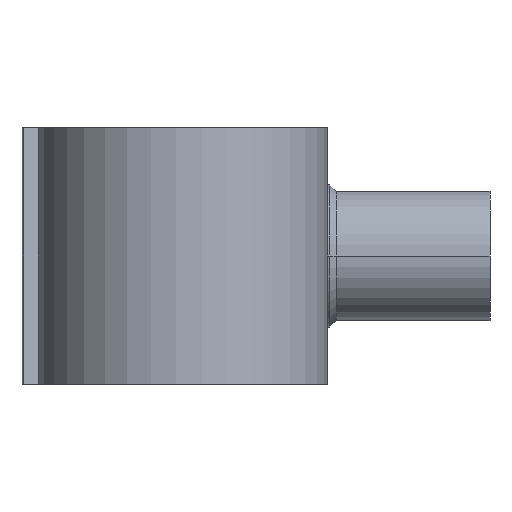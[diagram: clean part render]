
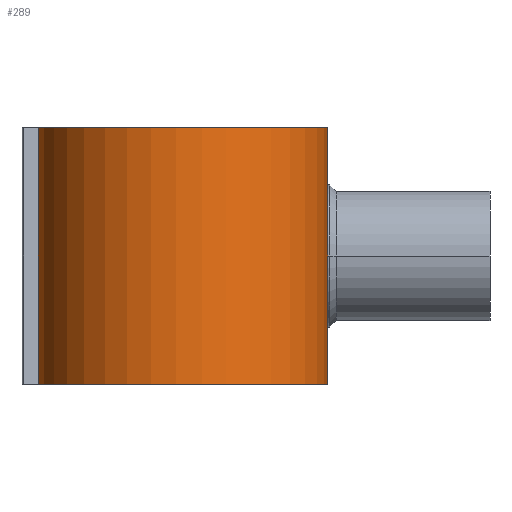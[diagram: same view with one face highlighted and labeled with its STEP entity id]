
A CAD part, front view. The second image highlights one B-rep face of the part: STEP entity #289.
In plain terms, the highlighted cylindrical face has radius 70.9 mm (diameter 141.8 mm), a partial arc.
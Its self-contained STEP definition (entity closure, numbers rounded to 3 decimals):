
#247 = EDGE_CURVE( '', #525, #339, #697, .T. );
#289 = ADVANCED_FACE( '', ( #744 ), #745, .T. );
#315 = VERTEX_POINT( '', #775 );
#339 = VERTEX_POINT( '', #802 );
#363 = EDGE_CURVE( '', #339, #315, #827, .T. );
#525 = VERTEX_POINT( '', #1006 );
#539 = VERTEX_POINT( '', #1020 );
#549 = EDGE_CURVE( '', #539, #315, #1032, .T. );
#637 = EDGE_CURVE( '', #539, #525, #1129, .T. );
#697 = CIRCLE( '', #1187, 70.9 );
#744 = FACE_OUTER_BOUND( '', #1344, .T. );
#745 = CYLINDRICAL_SURFACE( '', #1345, 70.9 );
#775 = CARTESIAN_POINT( '', ( 70.267, 9.45, 62.5 ) );
#802 = CARTESIAN_POINT( '', ( 70.267, 9.45, -62.5 ) );
#827 = LINE( '', #1558, #1559 );
#1006 = CARTESIAN_POINT( '', ( -70.267, -9.45, -62.5 ) );
#1020 = CARTESIAN_POINT( '', ( -70.267, -9.45, 62.5 ) );
#1032 = CIRCLE( '', #2022, 70.9 );
#1129 = LINE( '', #2274, #2275 );
#1187 = AXIS2_PLACEMENT_3D( '', #2371, #2372, #2373 );
#1344 = EDGE_LOOP( '', ( #2443, #2444, #2445, #2446 ) );
#1345 = AXIS2_PLACEMENT_3D( '', #2447, #2448, #2449 );
#1558 = CARTESIAN_POINT( '', ( 70.267, 9.45, 62.5 ) );
#1559 = VECTOR( '', #2534, 1. );
#2022 = AXIS2_PLACEMENT_3D( '', #2769, #2770, #2771 );
#2274 = CARTESIAN_POINT( '', ( -70.267, -9.45, 62.5 ) );
#2275 = VECTOR( '', #2885, 1. );
#2371 = CARTESIAN_POINT( '', ( 0., 0., -62.5 ) );
#2372 = DIRECTION( '', ( 0., 0., 1. ) );
#2373 = DIRECTION( '', ( -0.991, -0.133, 0. ) );
#2443 = ORIENTED_EDGE( '', *, *, #363, .T. );
#2444 = ORIENTED_EDGE( '', *, *, #549, .F. );
#2445 = ORIENTED_EDGE( '', *, *, #637, .T. );
#2446 = ORIENTED_EDGE( '', *, *, #247, .T. );
#2447 = CARTESIAN_POINT( '', ( 0., 0., 62.5 ) );
#2448 = DIRECTION( '', ( 0., 0., 1. ) );
#2449 = DIRECTION( '', ( -0.991, -0.133, 0. ) );
#2534 = DIRECTION( '', ( 0., 0., 1. ) );
#2769 = CARTESIAN_POINT( '', ( 0., 0., 62.5 ) );
#2770 = DIRECTION( '', ( 0., 0., 1. ) );
#2771 = DIRECTION( '', ( -0.991, -0.133, 0. ) );
#2885 = DIRECTION( '', ( 0., 0., -1. ) );
